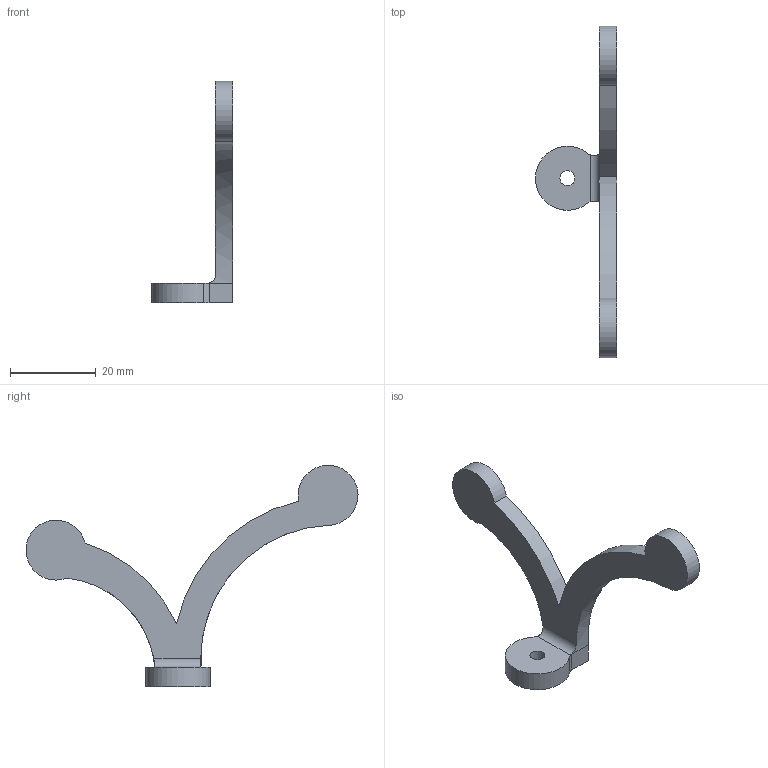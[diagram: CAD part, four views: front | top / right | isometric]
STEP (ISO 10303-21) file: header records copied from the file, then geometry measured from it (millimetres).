
FILE_DESCRIPTION(('FreeCAD Model'),'2;1');
FILE_NAME('1xCangrejo_eyes.stp', '2014-04-23T16:04:20',('FreeCAD'),('FreeCAD'), 'Open CASCADE STEP processor 6.3','FreeCAD','Unknown');
FILE_SCHEMA(('AUTOMOTIVE_DESIGN_CC2 { 1 2 10303 214 -1 1 5 4 }'));
Length unit declared in the file: millimetre
Products named in the file (2): =>[0:1:1:2]; =>[0:1:1:3]
Bounding box: 18.96 x 77.52 x 51.69 mm (x, y, z)
Volume: 4495.4 mm3; surface area: 3336.4 mm2
Topology: 1 solids, 1 shells, 17 faces, 53 edges, 47 vertices
Faces by surface type: cylinder 11, plane 6
Full cylindrical faces by diameter (mm): 3.5 x1
Entity records: 1576 total; most frequent: CARTESIAN_POINT 626, DIRECTION 138, ORIENTED_EDGE 88, PCURVE 88, DEFINITIONAL_REPRESENTATION 88, B_SPLINE_CURVE_WITH_KNOTS 54, AXIS2_PLACEMENT_3D 44, EDGE_CURVE 44
